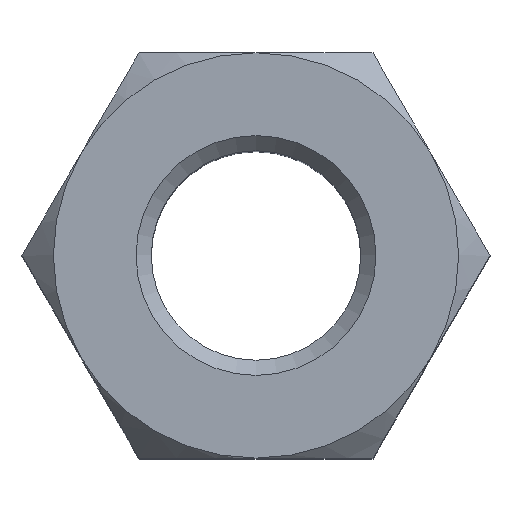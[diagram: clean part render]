
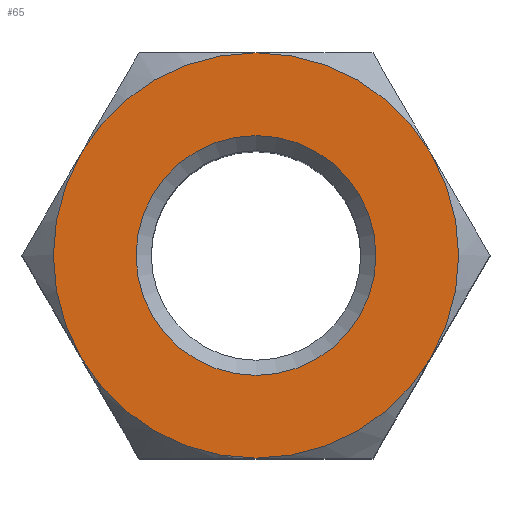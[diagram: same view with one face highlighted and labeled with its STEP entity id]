
A CAD part, top view. The second image highlights one B-rep face of the part: STEP entity #65.
In plain terms, the highlighted planar face has unit normal (0, 0, 1).
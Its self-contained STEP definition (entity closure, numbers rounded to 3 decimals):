
#65 = ADVANCED_FACE( '', ( #138, #139 ), #140, .F. );
#138 = FACE_BOUND( '', #219, .T. );
#139 = FACE_OUTER_BOUND( '', #220, .T. );
#140 = PLANE( '', #221 );
#219 = EDGE_LOOP( '', ( #342 ) );
#220 = EDGE_LOOP( '', ( #343, #344, #345, #346, #347, #348 ) );
#221 = AXIS2_PLACEMENT_3D( '', #349, #350, #351 );
#342 = ORIENTED_EDGE( '', *, *, #490, .T. );
#343 = ORIENTED_EDGE( '', *, *, #450, .T. );
#344 = ORIENTED_EDGE( '', *, *, #491, .T. );
#345 = ORIENTED_EDGE( '', *, *, #482, .T. );
#346 = ORIENTED_EDGE( '', *, *, #480, .T. );
#347 = ORIENTED_EDGE( '', *, *, #492, .T. );
#348 = ORIENTED_EDGE( '', *, *, #493, .T. );
#349 = CARTESIAN_POINT( '', ( 0., 0., 6. ) );
#350 = DIRECTION( '', ( 0., 0., -1. ) );
#351 = DIRECTION( '', ( -1., 0., 0. ) );
#450 = EDGE_CURVE( '', #519, #520, #521, .F. );
#480 = EDGE_CURVE( '', #531, #566, #568, .F. );
#482 = EDGE_CURVE( '', #570, #531, #571, .F. );
#490 = EDGE_CURVE( '', #581, #581, #582, .T. );
#491 = EDGE_CURVE( '', #520, #570, #583, .F. );
#492 = EDGE_CURVE( '', #566, #584, #585, .F. );
#493 = EDGE_CURVE( '', #584, #519, #586, .T. );
#519 = VERTEX_POINT( '', #616 );
#520 = VERTEX_POINT( '', #617 );
#521 = CIRCLE( '', #618, 4. );
#531 = VERTEX_POINT( '', #648 );
#566 = VERTEX_POINT( '', #732 );
#568 = CIRCLE( '', #739, 4. );
#570 = VERTEX_POINT( '', #741 );
#571 = CIRCLE( '', #742, 4. );
#581 = VERTEX_POINT( '', #779 );
#582 = CIRCLE( '', #780, 2.367 );
#583 = CIRCLE( '', #781, 4. );
#584 = VERTEX_POINT( '', #782 );
#585 = CIRCLE( '', #783, 4. );
#586 = CIRCLE( '', #784, 4. );
#616 = CARTESIAN_POINT( '', ( -3.464, 2., 6. ) );
#617 = CARTESIAN_POINT( '', ( -3.464, -2., 6. ) );
#618 = AXIS2_PLACEMENT_3D( '', #870, #871, #872 );
#648 = CARTESIAN_POINT( '', ( 3.464, -2., 6. ) );
#732 = CARTESIAN_POINT( '', ( 3.464, 2., 6. ) );
#739 = AXIS2_PLACEMENT_3D( '', #898, #899, #900 );
#741 = CARTESIAN_POINT( '', ( 0., -4., 6. ) );
#742 = AXIS2_PLACEMENT_3D( '', #901, #902, #903 );
#779 = CARTESIAN_POINT( '', ( 0., 2.367, 6. ) );
#780 = AXIS2_PLACEMENT_3D( '', #905, #906, #907 );
#781 = AXIS2_PLACEMENT_3D( '', #908, #909, #910 );
#782 = CARTESIAN_POINT( '', ( 0., 4., 6. ) );
#783 = AXIS2_PLACEMENT_3D( '', #911, #912, #913 );
#784 = AXIS2_PLACEMENT_3D( '', #914, #915, #916 );
#870 = CARTESIAN_POINT( '', ( 0., 0., 6. ) );
#871 = DIRECTION( '', ( 0., 0., -1. ) );
#872 = DIRECTION( '', ( -1., 0., 0. ) );
#898 = CARTESIAN_POINT( '', ( 0., 0., 6. ) );
#899 = DIRECTION( '', ( 0., 0., -1. ) );
#900 = DIRECTION( '', ( -1., 0., 0. ) );
#901 = CARTESIAN_POINT( '', ( 0., 0., 6. ) );
#902 = DIRECTION( '', ( 0., 0., -1. ) );
#903 = DIRECTION( '', ( -1., 0., 0. ) );
#905 = CARTESIAN_POINT( '', ( 0., 0., 6. ) );
#906 = DIRECTION( '', ( 0., 0., -1. ) );
#907 = DIRECTION( '', ( 0., 1., 0. ) );
#908 = CARTESIAN_POINT( '', ( 0., 0., 6. ) );
#909 = DIRECTION( '', ( 0., 0., -1. ) );
#910 = DIRECTION( '', ( -1., 0., 0. ) );
#911 = CARTESIAN_POINT( '', ( 0., 0., 6. ) );
#912 = DIRECTION( '', ( 0., 0., -1. ) );
#913 = DIRECTION( '', ( -1., 0., 0. ) );
#914 = CARTESIAN_POINT( '', ( 0., 0., 6. ) );
#915 = DIRECTION( '', ( 0., 0., 1. ) );
#916 = DIRECTION( '', ( 1., 0., 0. ) );
